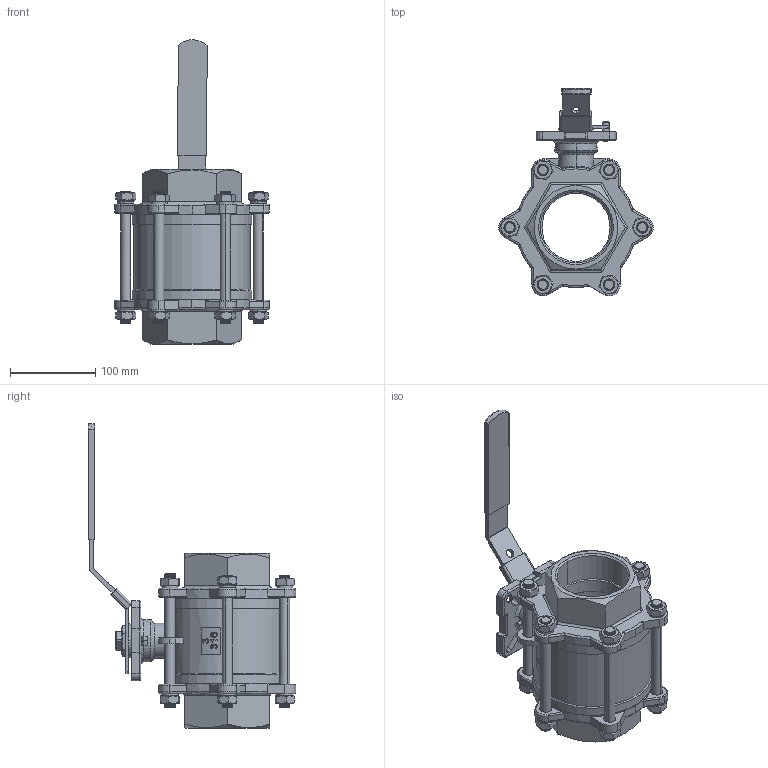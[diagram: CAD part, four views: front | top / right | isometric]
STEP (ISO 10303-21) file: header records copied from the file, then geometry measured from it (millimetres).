
FILE_DESCRIPTION(/* description */ ('Unknown','CAx-IF Rec.Pracs.---Representation and Presentation of Product Manufacturing Information (PMI)---4.0---2014-10-13','CAx-IF Rec.Pracs.---3D Tessellated Geometry---0.4---2014-09-14','2;1'),/* implementation_level */ '2;1');
FILE_NAME(/* name */ '9336-11',/* time_stamp */ '2024-01-24T12:58:51+01:00',/* author */ ('Unknown'),/* organization */ ('Unknown'),/* preprocessor_version */ 'ST-DEVELOPER v18.102',/* originating_system */ 'Solid Edge',/* authorisation */ 'Unknown');
FILE_SCHEMA (('PROCESS_PLANNING_SCHEMA','AP242_MANAGED_MODEL_BASED_3D_ENGINEERING_MIM_LF { 1 0 10303 442 1 1 4 }'));
Length unit declared in the file: millimetre
Products named in the file (17): 9336-11; Body; Stem; Paking RING; Bellevlle Washer; Small hex thin nuts-Fine pitch thread GB_GB_FASTENER_NUT_SSFNTT B M24
X1.5-N; Tab Washer; Nut Stopper; Stop Pin; Nut; Spring Washer; hex thin nuts-grades ab-chamfered gb11_GB_FASTENER_NUT_STNAB M14-N; Plate Washer; Lock Device; Plasti Cover; 忒梟; MV-33-G-DN80
Assembly tree (46 placements, depth 2):
  9336-11
    Body
    Stem
    Paking RING
    Bellevlle Washer  x2
    Small hex thin nuts-Fine pitch thread GB_GB_FASTENER_NUT_SSFNTT B M24
X1.5-N  x2
    Tab Washer
    Nut Stopper
    Stop Pin
    Nut  x6
    Spring Washer  x12
    hex thin nuts-grades ab-chamfered gb11_GB_FASTENER_NUT_STNAB M14-N  x12
    Plate Washer
    Lock Device
    Plasti Cover
    忒梟
    MV-33-G-DN80  x2
Bounding box: 181.5 x 243.51 x 357.17 mm (x, y, z)
Volume: 1121351.2 mm3; surface area: 377920.4 mm2
Topology: 46 solids, 46 shells, 1716 faces, 4434 edges, 2865 vertices
Faces by surface type: cylinder 761, plane 613, cone 166, bspline 125, torus 51
Entity records: 40666 total; most frequent: CARTESIAN_POINT 17956, ORIENTED_EDGE 4948, DIRECTION 4091, EDGE_CURVE 2474, VERTEX_POINT 1608, AXIS2_PLACEMENT_3D 1421, LINE 1249, VECTOR 1249
